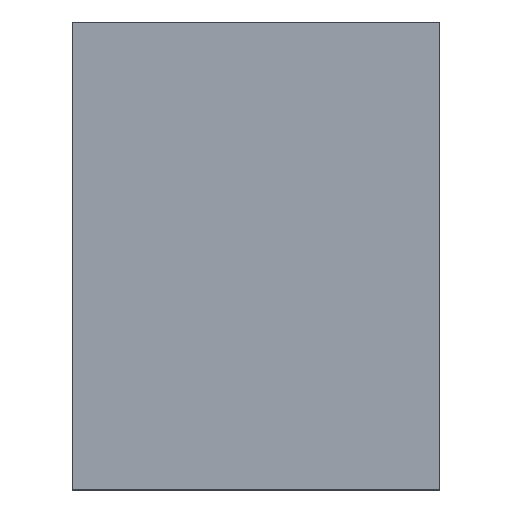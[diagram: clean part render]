
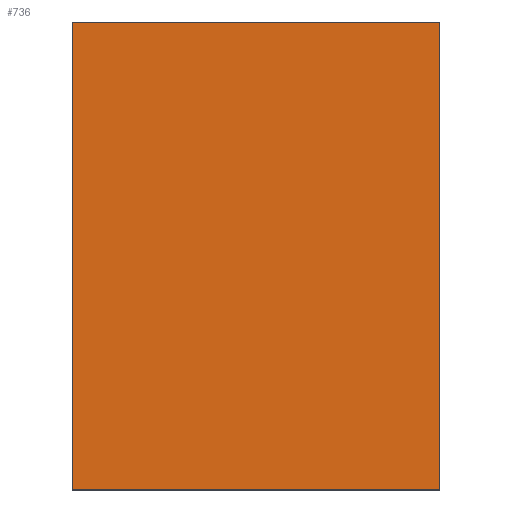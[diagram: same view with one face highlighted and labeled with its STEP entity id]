
A CAD part, top view. The second image highlights one B-rep face of the part: STEP entity #736.
In plain terms, the highlighted planar face has unit normal (0, 0, 1).
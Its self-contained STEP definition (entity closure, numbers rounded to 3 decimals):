
#6 = CARTESIAN_POINT ( 'NONE',  ( -17.5, -22.25, 9. ) ) ;
#17 = LINE ( 'NONE', #594, #551 ) ;
#42 = EDGE_CURVE ( 'NONE', #601, #182, #573, .T. ) ;
#49 = LINE ( 'NONE', #285, #463 ) ;
#50 = PLANE ( 'NONE',  #141 ) ;
#101 = CARTESIAN_POINT ( 'NONE',  ( -17.5, -22.25, 9. ) ) ;
#105 = EDGE_CURVE ( 'NONE', #210, #669, #577, .T. ) ;
#121 = DIRECTION ( 'NONE',  ( 0., 1., 0. ) ) ;
#127 = EDGE_CURVE ( 'NONE', #182, #210, #49, .T. ) ;
#139 = ORIENTED_EDGE ( 'NONE', *, *, #42, .T. ) ;
#141 = AXIS2_PLACEMENT_3D ( 'NONE', #160, #164, #344 ) ;
#160 = CARTESIAN_POINT ( 'NONE',  ( 0., 0., 9. ) ) ;
#164 = DIRECTION ( 'NONE',  ( 0., 0., 1. ) ) ;
#182 = VERTEX_POINT ( 'NONE', #248 ) ;
#185 = VECTOR ( 'NONE', #681, 1000. ) ;
#210 = VERTEX_POINT ( 'NONE', #6 ) ;
#214 = ORIENTED_EDGE ( 'NONE', *, *, #513, .T. ) ;
#245 = ORIENTED_EDGE ( 'NONE', *, *, #105, .T. ) ;
#248 = CARTESIAN_POINT ( 'NONE',  ( -17.5, 22.25, 9. ) ) ;
#285 = CARTESIAN_POINT ( 'NONE',  ( -17.5, 22.25, 9. ) ) ;
#338 = CARTESIAN_POINT ( 'NONE',  ( 17.5, -22.25, 9. ) ) ;
#344 = DIRECTION ( 'NONE',  ( 1., 0., 0. ) ) ;
#399 = FACE_OUTER_BOUND ( 'NONE', #473, .T. ) ;
#463 = VECTOR ( 'NONE', #509, 1000. ) ;
#473 = EDGE_LOOP ( 'NONE', ( #214, #139, #532, #245 ) ) ;
#509 = DIRECTION ( 'NONE',  ( 0., -1., 0. ) ) ;
#510 = VECTOR ( 'NONE', #674, 1000. ) ;
#513 = EDGE_CURVE ( 'NONE', #669, #601, #17, .T. ) ;
#532 = ORIENTED_EDGE ( 'NONE', *, *, #127, .T. ) ;
#551 = VECTOR ( 'NONE', #121, 1000. ) ;
#573 = LINE ( 'NONE', #615, #510 ) ;
#577 = LINE ( 'NONE', #101, #185 ) ;
#594 = CARTESIAN_POINT ( 'NONE',  ( 17.5, 22.25, 9. ) ) ;
#601 = VERTEX_POINT ( 'NONE', #716 ) ;
#615 = CARTESIAN_POINT ( 'NONE',  ( -17.5, 22.25, 9. ) ) ;
#669 = VERTEX_POINT ( 'NONE', #338 ) ;
#674 = DIRECTION ( 'NONE',  ( -1., 0., 0. ) ) ;
#681 = DIRECTION ( 'NONE',  ( 1., 0., 0. ) ) ;
#716 = CARTESIAN_POINT ( 'NONE',  ( 17.5, 22.25, 9. ) ) ;
#736 = ADVANCED_FACE ( 'NONE', ( #399 ), #50, .T. ) ;
